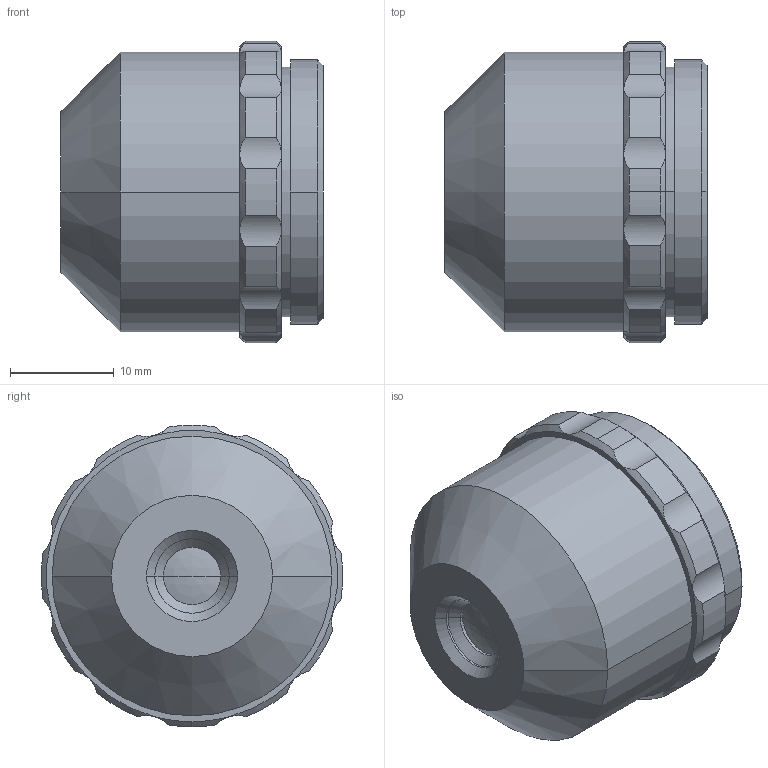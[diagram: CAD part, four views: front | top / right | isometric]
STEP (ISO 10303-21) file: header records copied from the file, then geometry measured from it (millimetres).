
FILE_DESCRIPTION (( 'STEP AP203' ), '1' );
FILE_NAME ('36281_Default.step', '2017-10-25T15:50:37', ( '' ), ( '' ), 'SwSTEP 2.0', 'SolidWorks 2016', '' );
FILE_SCHEMA (( 'CONFIG_CONTROL_DESIGN' ));
Length unit declared in the file: millimetre
Products named in the file (1): 36281_Default
Bounding box: 25.2 x 28.96 x 29 mm (x, y, z)
Surface area: 3734.3 mm2 (no closed solid volume)
Topology: 0 solids, 9 shells, 103 faces, 256 edges, 160 vertices
Faces by surface type: cylinder 47, cone 46, plane 8, bspline 2
Entity records: 3430 total; most frequent: CARTESIAN_POINT 938, DIRECTION 535, ORIENTED_EDGE 472, EDGE_CURVE 254, AXIS2_PLACEMENT_3D 233, VERTEX_POINT 160, CIRCLE 131, EDGE_LOOP 112
